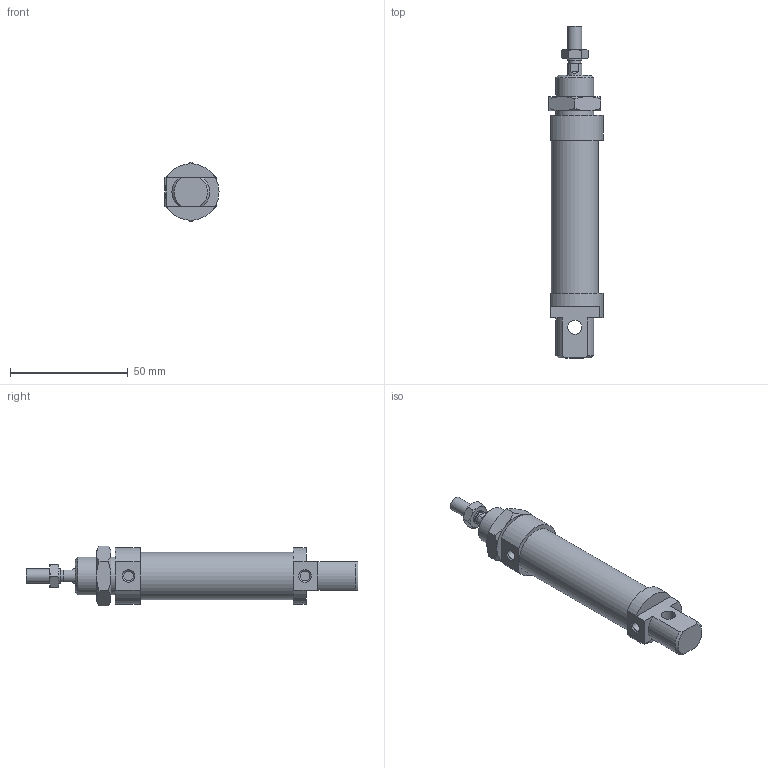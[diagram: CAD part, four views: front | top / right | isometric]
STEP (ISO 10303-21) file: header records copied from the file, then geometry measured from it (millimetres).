
FILE_DESCRIPTION(/* description */ ('Unknown'),/* implementation_level */ '2;1');
FILE_NAME(/* name */ '1260.16.30',/* time_stamp */ '2019-06-27T15:51:59-04:00',/* author */ ('Unknown'),/* organization */ ('Unknown'),/* preprocessor_version */ 'ST-DEVELOPER v16.7',/* originating_system */ 'DEX',/* authorisation */ $);
FILE_SCHEMA (('AUTOMOTIVE_DESIGN {1 0 10303 214 3 1 1}'));
Length unit declared in the file: millimetre
Products named in the file (5): 1260_16_0000; S1260_16_0; 1200_16_05; 1200_16_06; C1260_16_0
Assembly tree (4 placements, depth 2):
  1260_16_0000
    S1260_16_0
    1200_16_05
    1200_16_06
    C1260_16_0
Bounding box: 23 x 141 x 25.4 mm (x, y, z)
Volume: 37713.6 mm3; surface area: 12204.8 mm2
Topology: 4 solids, 4 shells, 89 faces, 191 edges, 117 vertices
Faces by surface type: plane 41, cone 33, cylinder 15
Full cylindrical faces by diameter (mm): 4.2 x2, 5 x2, 6 x4, 14.5 x1, 16 x1, 20 x1
Entity records: 2348 total; most frequent: CARTESIAN_POINT 480, DIRECTION 374, ORIENTED_EDGE 338, EDGE_CURVE 169, AXIS2_PLACEMENT_3D 163, EDGE_LOOP 120, FACE_BOUND 120, VERTEX_POINT 113
